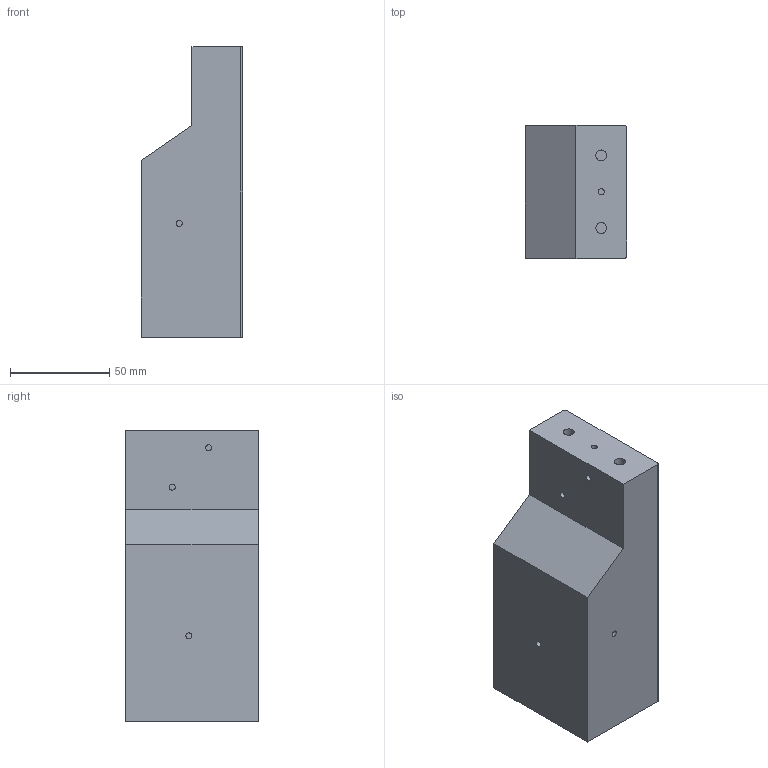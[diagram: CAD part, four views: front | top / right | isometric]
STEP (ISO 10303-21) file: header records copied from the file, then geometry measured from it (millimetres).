
FILE_DESCRIPTION(/* description */ (''),/* implementation_level */ '2;1');
FILE_NAME(/* name */ 'ion_arm_01_type2.step',/* time_stamp */ '2020-11-25T11:03:25+01:00',/* author */ (''),/* organization */ (''),/* preprocessor_version */ 'ST-DEVELOPER v18.1',/* originating_system */ 'Autodesk Translation Framework v9.3.0.1241',/* authorisation */ '');
FILE_SCHEMA (('AUTOMOTIVE_DESIGN { 1 0 10303 214 3 1 1 }'));
Length unit declared in the file: millimetre
Products named in the file (1): ion_arm_01_type2
Bounding box: 50.8 x 66.7 x 146 mm (x, y, z)
Volume: 184039 mm3; surface area: 62130.8 mm2
Topology: 1 solids, 1 shells, 40 faces, 96 edges, 63 vertices
Faces by surface type: plane 23, cylinder 17
Full cylindrical faces by diameter (mm): 2.8 x1, 3 x10, 5.5 x2
Entity records: 1243 total; most frequent: DIRECTION 213, CARTESIAN_POINT 200, ORIENTED_EDGE 192, EDGE_CURVE 96, AXIS2_PLACEMENT_3D 76, VERTEX_POINT 63, EDGE_LOOP 61, LINE 61
